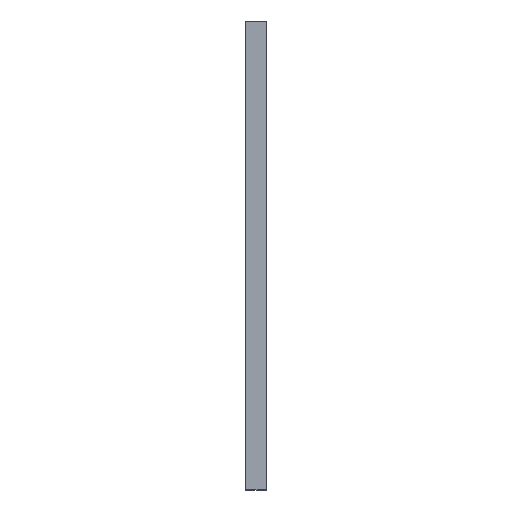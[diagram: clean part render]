
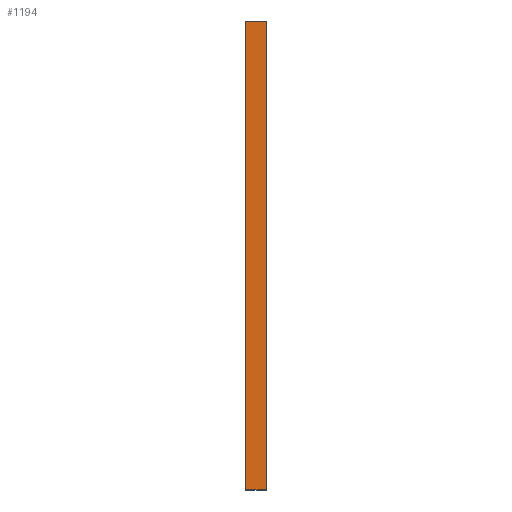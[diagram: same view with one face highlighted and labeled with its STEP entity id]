
A CAD part, left-side view. The second image highlights one B-rep face of the part: STEP entity #1194.
In plain terms, the highlighted planar face has unit normal (-1, 0, 0).
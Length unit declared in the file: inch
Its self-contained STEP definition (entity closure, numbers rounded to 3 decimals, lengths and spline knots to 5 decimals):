
#85=PLANE('',#1385);
#124=FACE_OUTER_BOUND('',#229,.T.);
#229=EDGE_LOOP('',(#1116,#1117,#1118,#1119));
#265=LINE('',#2112,#310);
#270=LINE('',#2123,#315);
#274=LINE('',#2129,#319);
#275=LINE('',#2131,#320);
#310=VECTOR('',#1755,1.43);
#315=VECTOR('',#1762,1.43);
#319=VECTOR('',#1770,0.062);
#320=VECTOR('',#1773,0.062);
#585=VERTEX_POINT('',#2108);
#587=VERTEX_POINT('',#2111);
#591=VERTEX_POINT('',#2120);
#592=VERTEX_POINT('',#2122);
#759=EDGE_CURVE('',#585,#587,#265,.T.);
#764=EDGE_CURVE('',#591,#592,#270,.T.);
#768=EDGE_CURVE('',#585,#592,#274,.T.);
#769=EDGE_CURVE('',#587,#591,#275,.T.);
#1116=ORIENTED_EDGE('',*,*,#759,.F.);
#1117=ORIENTED_EDGE('',*,*,#768,.T.);
#1118=ORIENTED_EDGE('',*,*,#764,.F.);
#1119=ORIENTED_EDGE('',*,*,#769,.F.);
#1194=ADVANCED_FACE('',(#124),#85,.T.);
#1385=AXIS2_PLACEMENT_3D('',#2130,#1771,#1772);
#1755=DIRECTION('',(0.,0.,-1.));
#1762=DIRECTION('',(0.,0.,1.));
#1770=DIRECTION('',(0.,1.,0.));
#1771=DIRECTION('center_axis',(-1.,0.,0.));
#1772=DIRECTION('ref_axis',(0.,0.,1.));
#1773=DIRECTION('',(0.,1.,0.));
#2108=CARTESIAN_POINT('',(-1.72673,-0.062,0.7));
#2111=CARTESIAN_POINT('',(-1.72673,-0.062,-0.73));
#2112=CARTESIAN_POINT('',(-1.72673,-0.062,0.7));
#2120=CARTESIAN_POINT('',(-1.72673,0.,-0.73));
#2122=CARTESIAN_POINT('',(-1.72673,0.,0.7));
#2123=CARTESIAN_POINT('',(-1.72673,0.,-0.73));
#2129=CARTESIAN_POINT('',(-1.72673,-0.062,0.7));
#2130=CARTESIAN_POINT('Origin',(-1.72673,-1.46302,0.7));
#2131=CARTESIAN_POINT('',(-1.72673,-0.062,-0.73));
